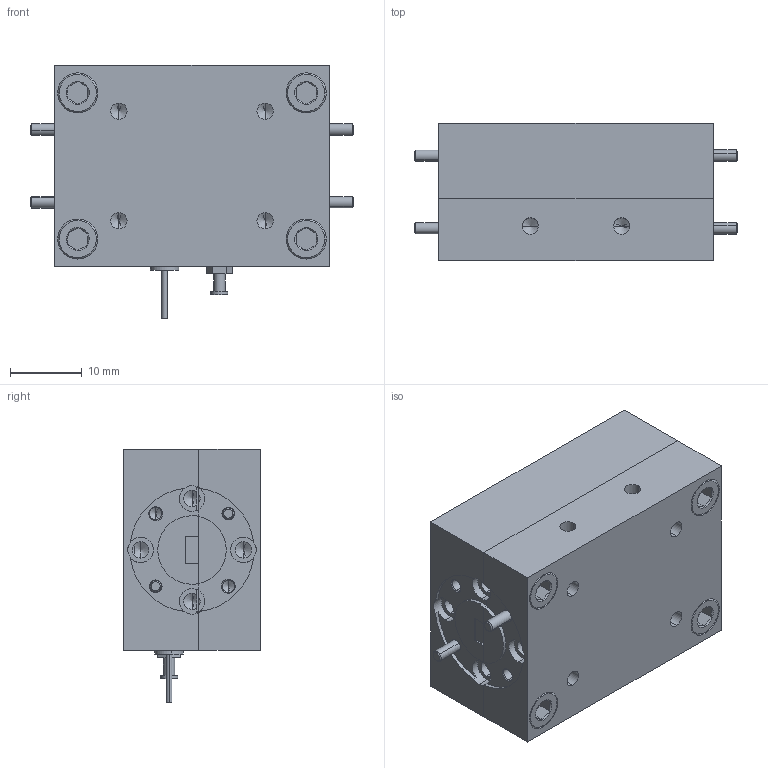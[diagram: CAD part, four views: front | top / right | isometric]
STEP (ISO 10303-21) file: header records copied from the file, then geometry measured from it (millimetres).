
FILE_DESCRIPTION (( 'STEP AP203' ), '1' );
FILE_NAME ('DMBX-15-151-A1 DF.STEP', '2019-05-21T17:09:27', ( '' ), ( '' ), 'SwSTEP 2.0', 'SolidWorks 2016', '' );
FILE_SCHEMA (( 'CONFIG_CONTROL_DESIGN' ));
Products named in the file (1): DMBX-15-151-A1 DF
Bounding box: 44.83 x 19.05 x 35.18 mm (x, y, z)
Volume: 19563.6 mm3; surface area: 12210 mm2
Topology: 17 solids, 17 shells, 1030 faces, 2751 edges, 1726 vertices
Faces by surface type: cylinder 564, cone 222, plane 222, bspline 22
Entity records: 42888 total; most frequent: CARTESIAN_POINT 19590, ORIENTED_EDGE 5326, DIRECTION 4461, EDGE_CURVE 2663, VERTEX_POINT 1726, AXIS2_PLACEMENT_3D 1672, LINE 1117, VECTOR 1117
